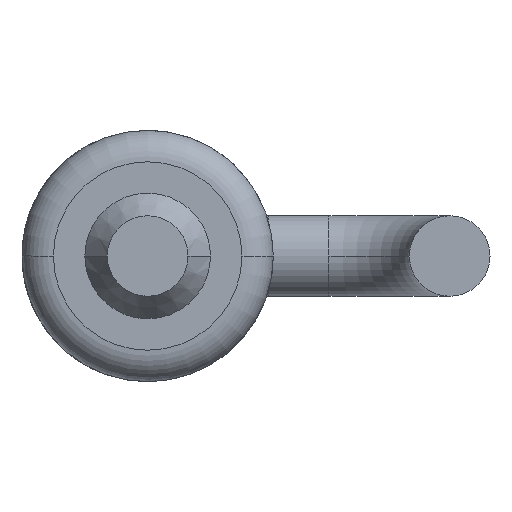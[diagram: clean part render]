
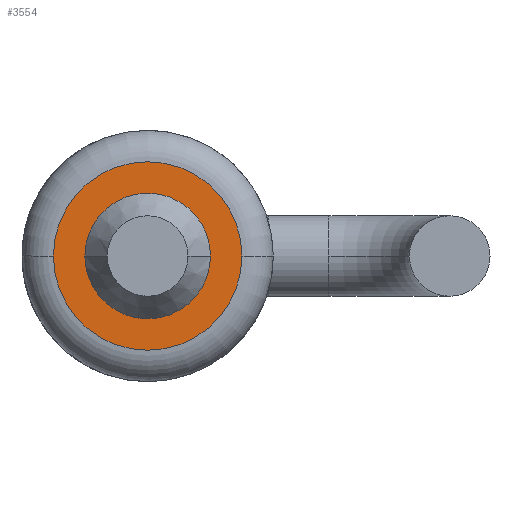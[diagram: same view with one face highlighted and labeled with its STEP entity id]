
A CAD part, front view. The second image highlights one B-rep face of the part: STEP entity #3554.
In plain terms, the highlighted planar face has unit normal (0, -1, 0).
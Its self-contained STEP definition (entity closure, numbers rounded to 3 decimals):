
#32 = EDGE_CURVE ( 'NONE', #3677, #2037, #2667, .T. ) ;
#53 = FACE_OUTER_BOUND ( 'NONE', #1983, .T. ) ;
#255 = AXIS2_PLACEMENT_3D ( 'NONE', #1150, #2127, #3754 ) ;
#297 = CIRCLE ( 'NONE', #1436, 0.594 ) ;
#358 = DIRECTION ( 'NONE',  ( 1., 0., 0. ) ) ;
#364 = CARTESIAN_POINT ( 'NONE',  ( 0.594, 1.21, 0. ) ) ;
#422 = EDGE_CURVE ( 'NONE', #3426, #1736, #729, .T. ) ;
#454 = AXIS2_PLACEMENT_3D ( 'NONE', #675, #3289, #358 ) ;
#579 = CARTESIAN_POINT ( 'NONE',  ( -0.396, 1.21, 0. ) ) ;
#598 = ORIENTED_EDGE ( 'NONE', *, *, #3177, .F. ) ;
#675 = CARTESIAN_POINT ( 'NONE',  ( 0., 1.21, 0. ) ) ;
#729 = CIRCLE ( 'NONE', #454, 0.594 ) ;
#946 = AXIS2_PLACEMENT_3D ( 'NONE', #2318, #2940, #987 ) ;
#987 = DIRECTION ( 'NONE',  ( -1., 0., 0. ) ) ;
#1150 = CARTESIAN_POINT ( 'NONE',  ( 0., 1.21, 0. ) ) ;
#1304 = DIRECTION ( 'NONE',  ( 0., -1., 0. ) ) ;
#1436 = AXIS2_PLACEMENT_3D ( 'NONE', #2596, #1304, #1635 ) ;
#1635 = DIRECTION ( 'NONE',  ( 1., 0., 0. ) ) ;
#1736 = VERTEX_POINT ( 'NONE', #364 ) ;
#1960 = PLANE ( 'NONE',  #946 ) ;
#1983 = EDGE_LOOP ( 'NONE', ( #2864, #3147 ) ) ;
#2037 = VERTEX_POINT ( 'NONE', #579 ) ;
#2039 = EDGE_CURVE ( 'NONE', #1736, #3426, #297, .T. ) ;
#2127 = DIRECTION ( 'NONE',  ( 0., -1., 0. ) ) ;
#2213 = DIRECTION ( 'NONE',  ( 1., 0., 0. ) ) ;
#2318 = CARTESIAN_POINT ( 'NONE',  ( -0.594, 1.21, 0. ) ) ;
#2478 = DIRECTION ( 'NONE',  ( 0., -1., 0. ) ) ;
#2596 = CARTESIAN_POINT ( 'NONE',  ( 0., 1.21, 0. ) ) ;
#2621 = CIRCLE ( 'NONE', #255, 0.396 ) ;
#2667 = CIRCLE ( 'NONE', #2823, 0.396 ) ;
#2823 = AXIS2_PLACEMENT_3D ( 'NONE', #3450, #2478, #2213 ) ;
#2864 = ORIENTED_EDGE ( 'NONE', *, *, #2039, .T. ) ;
#2940 = DIRECTION ( 'NONE',  ( 0., 1., 0. ) ) ;
#2961 = FACE_BOUND ( 'NONE', #4026, .T. ) ;
#3147 = ORIENTED_EDGE ( 'NONE', *, *, #422, .T. ) ;
#3177 = EDGE_CURVE ( 'NONE', #2037, #3677, #2621, .T. ) ;
#3289 = DIRECTION ( 'NONE',  ( 0., -1., 0. ) ) ;
#3426 = VERTEX_POINT ( 'NONE', #3858 ) ;
#3450 = CARTESIAN_POINT ( 'NONE',  ( 0., 1.21, 0. ) ) ;
#3554 = ADVANCED_FACE ( 'NONE', ( #2961, #53 ), #1960, .F. ) ;
#3677 = VERTEX_POINT ( 'NONE', #3854 ) ;
#3754 = DIRECTION ( 'NONE',  ( 1., 0., 0. ) ) ;
#3854 = CARTESIAN_POINT ( 'NONE',  ( 0.396, 1.21, 0. ) ) ;
#3858 = CARTESIAN_POINT ( 'NONE',  ( -0.594, 1.21, 0. ) ) ;
#4026 = EDGE_LOOP ( 'NONE', ( #4082, #598 ) ) ;
#4082 = ORIENTED_EDGE ( 'NONE', *, *, #32, .F. ) ;
